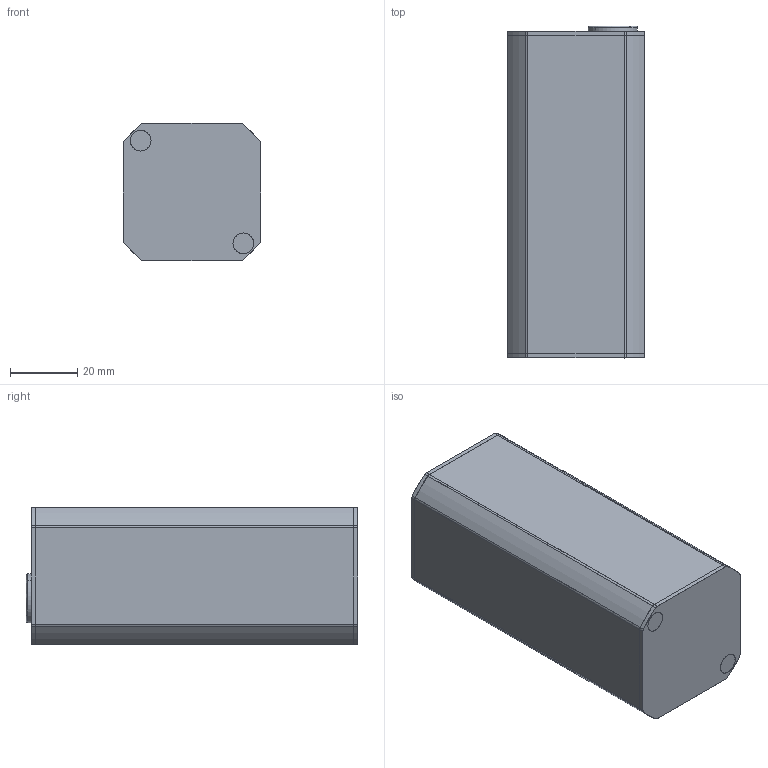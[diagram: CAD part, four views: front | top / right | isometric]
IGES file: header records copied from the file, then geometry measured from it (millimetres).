
Start section: SolidWorks IGES file using analytic representation for surfaces
Global section: file name: PS10U39K.IGS; native system: SolidWorks 2014; preprocessor: SolidWorks 2014; author: SESA281317; date: 141219.200002; units: inch
Bounding box: 40.96 x 98.68 x 40.96 mm (x, y, z)
Surface area: 51125 mm2 (no closed solid volume)
Topology: 0 solids, 0 shells, 182 faces, 1852 edges, 1852 vertices
Faces by surface type: revolution 118, bspline 64
